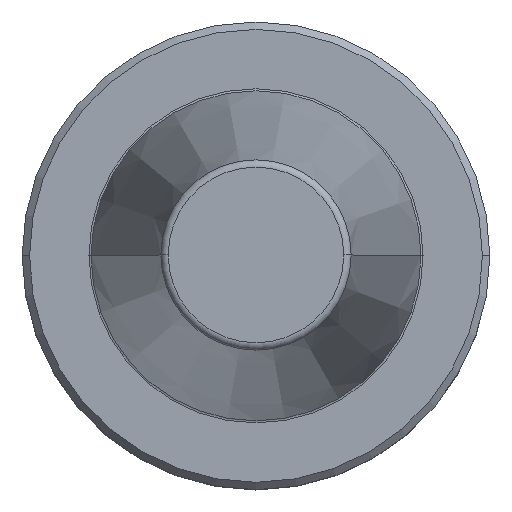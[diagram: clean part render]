
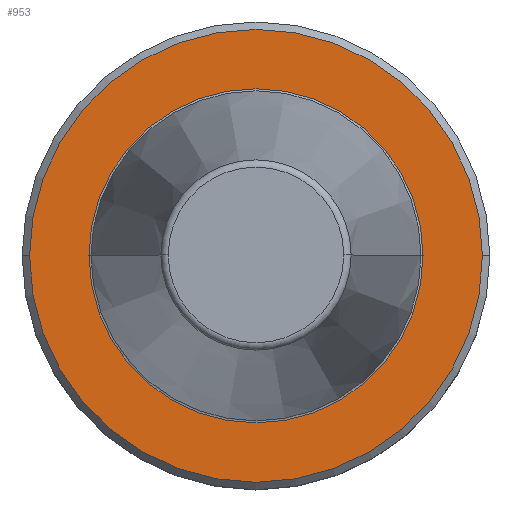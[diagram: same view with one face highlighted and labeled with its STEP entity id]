
A CAD part, top view. The second image highlights one B-rep face of the part: STEP entity #953.
In plain terms, the highlighted planar face has unit normal (0, 0, 1).
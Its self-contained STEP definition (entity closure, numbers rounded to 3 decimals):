
#60 = DIRECTION ( 'NONE',  ( 0., 0., -1. ) ) ;
#76 = CIRCLE ( 'NONE', #280, 22.5 ) ;
#83 = DIRECTION ( 'NONE',  ( 1., 0., 0. ) ) ;
#87 = DIRECTION ( 'NONE',  ( 0., 0., 1. ) ) ;
#100 = AXIS2_PLACEMENT_3D ( 'NONE', #959, #60, #642 ) ;
#110 = ORIENTED_EDGE ( 'NONE', *, *, #845, .T. ) ;
#186 = AXIS2_PLACEMENT_3D ( 'NONE', #295, #852, #384 ) ;
#219 = ORIENTED_EDGE ( 'NONE', *, *, #772, .F. ) ;
#238 = FACE_BOUND ( 'NONE', #620, .T. ) ;
#266 = ORIENTED_EDGE ( 'NONE', *, *, #775, .F. ) ;
#269 = CARTESIAN_POINT ( 'NONE',  ( 0., 0., -1.311 ) ) ;
#280 = AXIS2_PLACEMENT_3D ( 'NONE', #586, #87, #674 ) ;
#288 = CARTESIAN_POINT ( 'NONE',  ( 0., 0., -1.311 ) ) ;
#295 = CARTESIAN_POINT ( 'NONE',  ( 0., 0., -1.311 ) ) ;
#298 = AXIS2_PLACEMENT_3D ( 'NONE', #288, #841, #370 ) ;
#370 = DIRECTION ( 'NONE',  ( 1., 0., 0. ) ) ;
#375 = EDGE_CURVE ( 'NONE', #471, #427, #447, .T. ) ;
#384 = DIRECTION ( 'NONE',  ( 1., 0., 0. ) ) ;
#427 = VERTEX_POINT ( 'NONE', #765 ) ;
#440 = CARTESIAN_POINT ( 'NONE',  ( 22.5, 0., -1.311 ) ) ;
#447 = CIRCLE ( 'NONE', #1026, 30.5 ) ;
#454 = FACE_OUTER_BOUND ( 'NONE', #1009, .T. ) ;
#471 = VERTEX_POINT ( 'NONE', #518 ) ;
#511 = CIRCLE ( 'NONE', #298, 22.5 ) ;
#518 = CARTESIAN_POINT ( 'NONE',  ( 30.5, 0., -1.311 ) ) ;
#527 = CIRCLE ( 'NONE', #186, 30.5 ) ;
#544 = CARTESIAN_POINT ( 'NONE',  ( -22.5, 0., -1.311 ) ) ;
#548 = ORIENTED_EDGE ( 'NONE', *, *, #375, .T. ) ;
#584 = DIRECTION ( 'NONE',  ( 0., 0., 1. ) ) ;
#586 = CARTESIAN_POINT ( 'NONE',  ( 0., 0., -1.311 ) ) ;
#620 = EDGE_LOOP ( 'NONE', ( #219, #266 ) ) ;
#642 = DIRECTION ( 'NONE',  ( -1., 0., 0. ) ) ;
#674 = DIRECTION ( 'NONE',  ( 1., 0., 0. ) ) ;
#761 = VERTEX_POINT ( 'NONE', #440 ) ;
#765 = CARTESIAN_POINT ( 'NONE',  ( -30.5, 0., -1.311 ) ) ;
#772 = EDGE_CURVE ( 'NONE', #761, #870, #76, .T. ) ;
#775 = EDGE_CURVE ( 'NONE', #870, #761, #511, .T. ) ;
#841 = DIRECTION ( 'NONE',  ( 0., 0., 1. ) ) ;
#845 = EDGE_CURVE ( 'NONE', #427, #471, #527, .T. ) ;
#852 = DIRECTION ( 'NONE',  ( 0., 0., 1. ) ) ;
#870 = VERTEX_POINT ( 'NONE', #544 ) ;
#953 = ADVANCED_FACE ( 'NONE', ( #238, #454 ), #1027, .F. ) ;
#959 = CARTESIAN_POINT ( 'NONE',  ( 0., 30.5, -1.311 ) ) ;
#1009 = EDGE_LOOP ( 'NONE', ( #110, #548 ) ) ;
#1026 = AXIS2_PLACEMENT_3D ( 'NONE', #269, #584, #83 ) ;
#1027 = PLANE ( 'NONE',  #100 ) ;
